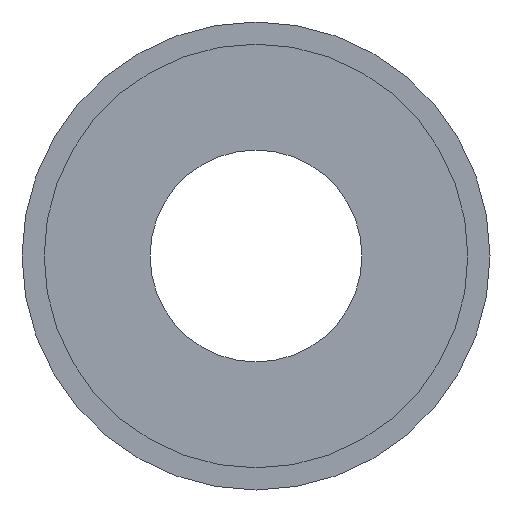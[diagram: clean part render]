
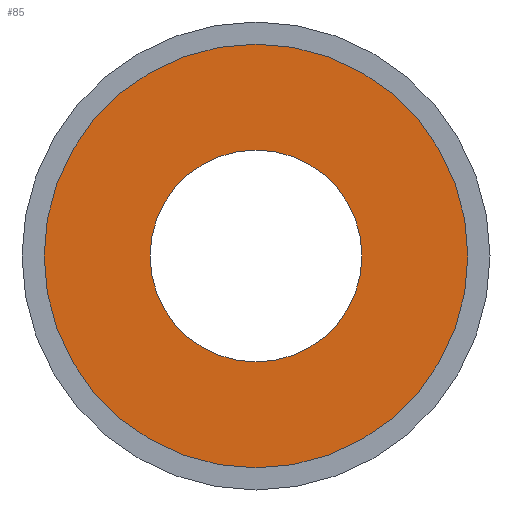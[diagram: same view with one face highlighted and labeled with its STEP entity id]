
A CAD part, front view. The second image highlights one B-rep face of the part: STEP entity #85.
In plain terms, the highlighted planar face has unit normal (0, -1, 0).
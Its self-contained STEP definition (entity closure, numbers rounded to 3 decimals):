
#12 = CARTESIAN_POINT ( 'NONE',  ( 0., 5.5, 0. ) ) ;
#73 = DIRECTION ( 'NONE',  ( -1., 0., 0. ) ) ;
#85 = ADVANCED_FACE ( 'NONE', ( #332, #91 ), #179, .F. ) ;
#91 = FACE_BOUND ( 'NONE', #513, .T. ) ;
#96 = VERTEX_POINT ( 'NONE', #371 ) ;
#110 = CARTESIAN_POINT ( 'NONE',  ( 0., 5.5, 0. ) ) ;
#119 = CIRCLE ( 'NONE', #422, 24.1 ) ;
#131 = EDGE_CURVE ( 'NONE', #466, #569, #438, .T. ) ;
#137 = DIRECTION ( 'NONE',  ( -1., 0., 0. ) ) ;
#160 = VERTEX_POINT ( 'NONE', #181 ) ;
#179 = PLANE ( 'NONE',  #494 ) ;
#181 = CARTESIAN_POINT ( 'NONE',  ( -11.5, 5.5, 0. ) ) ;
#189 = ORIENTED_EDGE ( 'NONE', *, *, #131, .F. ) ;
#200 = EDGE_LOOP ( 'NONE', ( #520, #189 ) ) ;
#226 = DIRECTION ( 'NONE',  ( 0., 1., 0. ) ) ;
#230 = EDGE_CURVE ( 'NONE', #160, #96, #237, .T. ) ;
#237 = CIRCLE ( 'NONE', #468, 11.5 ) ;
#266 = DIRECTION ( 'NONE',  ( 0., 1., 0. ) ) ;
#301 = DIRECTION ( 'NONE',  ( 0., 1., 0. ) ) ;
#305 = DIRECTION ( 'NONE',  ( 0., 1., 0. ) ) ;
#322 = CARTESIAN_POINT ( 'NONE',  ( -24.1, 5.5, 0. ) ) ;
#332 = FACE_OUTER_BOUND ( 'NONE', #200, .T. ) ;
#334 = EDGE_CURVE ( 'NONE', #96, #160, #518, .T. ) ;
#355 = ORIENTED_EDGE ( 'NONE', *, *, #230, .T. ) ;
#357 = CARTESIAN_POINT ( 'NONE',  ( 0., 5.5, 0. ) ) ;
#371 = CARTESIAN_POINT ( 'NONE',  ( 11.5, 5.5, 0. ) ) ;
#422 = AXIS2_PLACEMENT_3D ( 'NONE', #541, #301, #452 ) ;
#424 = EDGE_CURVE ( 'NONE', #569, #466, #119, .T. ) ;
#438 = CIRCLE ( 'NONE', #605, 24.1 ) ;
#439 = DIRECTION ( 'NONE',  ( 0., 1., 0. ) ) ;
#452 = DIRECTION ( 'NONE',  ( -1., 0., 0. ) ) ;
#465 = DIRECTION ( 'NONE',  ( -1., 0., 0. ) ) ;
#466 = VERTEX_POINT ( 'NONE', #501 ) ;
#468 = AXIS2_PLACEMENT_3D ( 'NONE', #357, #266, #465 ) ;
#486 = DIRECTION ( 'NONE',  ( -1., 0., 0. ) ) ;
#494 = AXIS2_PLACEMENT_3D ( 'NONE', #617, #226, #137 ) ;
#501 = CARTESIAN_POINT ( 'NONE',  ( 24.1, 5.5, 0. ) ) ;
#513 = EDGE_LOOP ( 'NONE', ( #355, #535 ) ) ;
#518 = CIRCLE ( 'NONE', #557, 11.5 ) ;
#520 = ORIENTED_EDGE ( 'NONE', *, *, #424, .F. ) ;
#535 = ORIENTED_EDGE ( 'NONE', *, *, #334, .T. ) ;
#541 = CARTESIAN_POINT ( 'NONE',  ( 0., 5.5, 0. ) ) ;
#557 = AXIS2_PLACEMENT_3D ( 'NONE', #110, #439, #486 ) ;
#569 = VERTEX_POINT ( 'NONE', #322 ) ;
#605 = AXIS2_PLACEMENT_3D ( 'NONE', #12, #305, #73 ) ;
#617 = CARTESIAN_POINT ( 'NONE',  ( 11.5, 5.5, 0. ) ) ;
